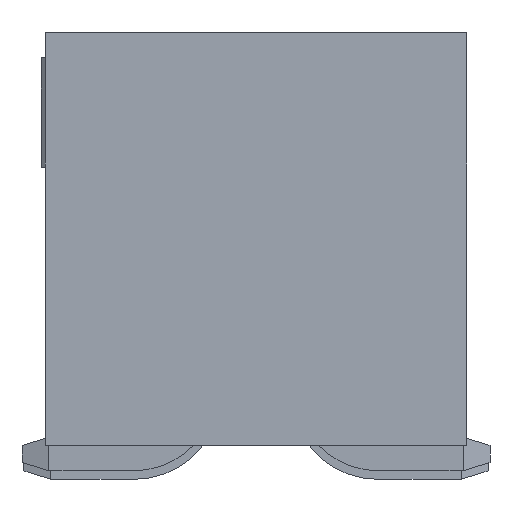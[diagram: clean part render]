
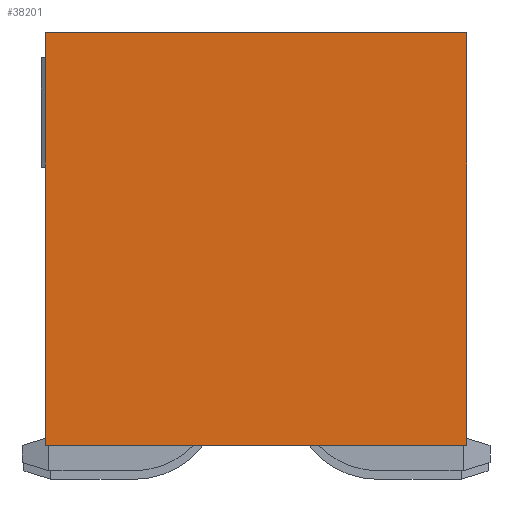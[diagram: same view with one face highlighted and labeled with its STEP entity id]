
A CAD part, front view. The second image highlights one B-rep face of the part: STEP entity #38201.
In plain terms, the highlighted face is planar.
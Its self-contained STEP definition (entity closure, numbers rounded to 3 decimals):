
#2217=ORIENTED_EDGE('',*,*,#9911,.F.);
#2218=ORIENTED_EDGE('',*,*,#9912,.F.);
#2219=ORIENTED_EDGE('',*,*,#9913,.T.);
#2220=ORIENTED_EDGE('',*,*,#9914,.T.);
#9911=EDGE_CURVE('',#13746,#13747,#16513,.T.);
#9912=EDGE_CURVE('',#13748,#13746,#16514,.T.);
#9913=EDGE_CURVE('',#13748,#13749,#16515,.T.);
#9914=EDGE_CURVE('',#13749,#13747,#16516,.T.);
#13746=VERTEX_POINT('',#51373);
#13747=VERTEX_POINT('',#51374);
#13748=VERTEX_POINT('',#51376);
#13749=VERTEX_POINT('',#51378);
#16513=LINE('',#51372,#20299);
#16514=LINE('',#51375,#20300);
#16515=LINE('',#51377,#20301);
#16516=LINE('',#51379,#20302);
#20299=VECTOR('',#43123,1000.);
#20300=VECTOR('',#43124,1000.);
#20301=VECTOR('',#43125,1000.);
#20302=VECTOR('',#43126,1000.);
#23057=EDGE_LOOP('',(#2217,#2218,#2219,#2220));
#24627=FACE_BOUND('',#23057,.T.);
#26147=PLANE('',#39727);
#38201=ADVANCED_FACE('',(#24627),#26147,.T.);
#39727=AXIS2_PLACEMENT_3D('',#51371,#43121,#43122);
#43121=DIRECTION('',(1.,0.,0.));
#43122=DIRECTION('',(0.,0.,-1.));
#43123=DIRECTION('',(0.,0.,-1.));
#43124=DIRECTION('',(0.,1.,0.));
#43125=DIRECTION('',(0.,0.,-1.));
#43126=DIRECTION('',(0.,1.,0.));
#51371=CARTESIAN_POINT('',(19.05,-2.5,2.45));
#51372=CARTESIAN_POINT('',(19.05,2.5,2.45));
#51373=CARTESIAN_POINT('',(19.05,2.5,2.45));
#51374=CARTESIAN_POINT('',(19.05,2.5,-2.45));
#51375=CARTESIAN_POINT('',(19.05,-2.5,2.45));
#51376=CARTESIAN_POINT('',(19.05,-2.5,2.45));
#51377=CARTESIAN_POINT('',(19.05,-2.5,2.45));
#51378=CARTESIAN_POINT('',(19.05,-2.5,-2.45));
#51379=CARTESIAN_POINT('',(19.05,-2.5,-2.45));
